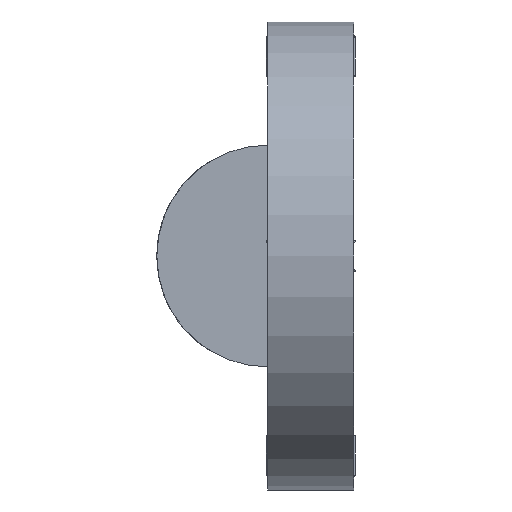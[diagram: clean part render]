
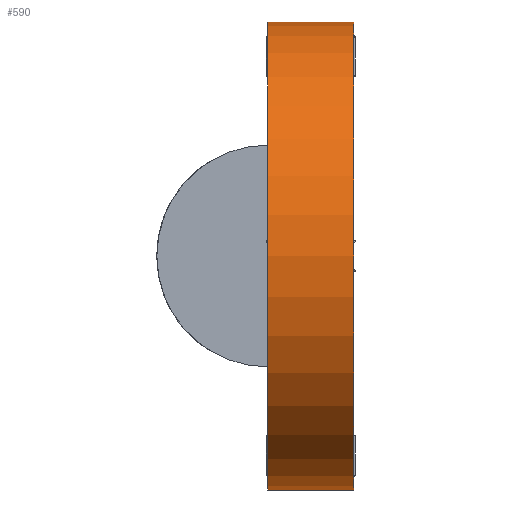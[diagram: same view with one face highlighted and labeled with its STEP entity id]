
A CAD part, left-side view. The second image highlights one B-rep face of the part: STEP entity #590.
In plain terms, the highlighted cylindrical face has radius 1.9 mm (diameter 3.8 mm), a partial arc.
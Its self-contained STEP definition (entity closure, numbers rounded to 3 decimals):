
#121 = VECTOR ( 'NONE', #292, 1000. ) ;
#124 = ORIENTED_EDGE ( 'NONE', *, *, #493, .T. ) ;
#151 = DIRECTION ( 'NONE',  ( 0., 0., 1. ) ) ;
#248 = FACE_OUTER_BOUND ( 'NONE', #1103, .T. ) ;
#262 = DIRECTION ( 'NONE',  ( 0., 0., -1. ) ) ;
#292 = DIRECTION ( 'NONE',  ( 0., -1., 0. ) ) ;
#421 = CIRCLE ( 'NONE', #704, 1.9 ) ;
#450 = EDGE_CURVE ( 'NONE', #1931, #1324, #421, .T. ) ;
#488 = LINE ( 'NONE', #1864, #121 ) ;
#493 = EDGE_CURVE ( 'NONE', #1931, #746, #1930, .T. ) ;
#537 = CARTESIAN_POINT ( 'NONE',  ( 0., 0.35, 1.9 ) ) ;
#558 = VERTEX_POINT ( 'NONE', #1201 ) ;
#590 = ADVANCED_FACE ( 'NONE', ( #248 ), #1031, .T. ) ;
#605 = CARTESIAN_POINT ( 'NONE',  ( 0., 0.35, 0. ) ) ;
#704 = AXIS2_PLACEMENT_3D ( 'NONE', #775, #1520, #1970 ) ;
#744 = EDGE_CURVE ( 'NONE', #1324, #558, #488, .T. ) ;
#746 = VERTEX_POINT ( 'NONE', #1305 ) ;
#748 = DIRECTION ( 'NONE',  ( 0., -1., 0. ) ) ;
#775 = CARTESIAN_POINT ( 'NONE',  ( 0., 0.35, 0. ) ) ;
#910 = AXIS2_PLACEMENT_3D ( 'NONE', #605, #2379, #262 ) ;
#1031 = CYLINDRICAL_SURFACE ( 'NONE', #910, 1.9 ) ;
#1069 = CARTESIAN_POINT ( 'NONE',  ( 0., -0.35, 0. ) ) ;
#1103 = EDGE_LOOP ( 'NONE', ( #1281, #1904, #124, #1243 ) ) ;
#1201 = CARTESIAN_POINT ( 'NONE',  ( 0., -0.35, 1.9 ) ) ;
#1219 = CARTESIAN_POINT ( 'NONE',  ( 0., 0.35, -1.9 ) ) ;
#1243 = ORIENTED_EDGE ( 'NONE', *, *, #2124, .T. ) ;
#1281 = ORIENTED_EDGE ( 'NONE', *, *, #744, .F. ) ;
#1305 = CARTESIAN_POINT ( 'NONE',  ( 0., -0.35, -1.9 ) ) ;
#1324 = VERTEX_POINT ( 'NONE', #537 ) ;
#1381 = AXIS2_PLACEMENT_3D ( 'NONE', #1069, #2522, #151 ) ;
#1520 = DIRECTION ( 'NONE',  ( 0., 1., 0. ) ) ;
#1864 = CARTESIAN_POINT ( 'NONE',  ( 0., 0.35, 1.9 ) ) ;
#1869 = VECTOR ( 'NONE', #748, 1000. ) ;
#1874 = CIRCLE ( 'NONE', #1381, 1.9 ) ;
#1904 = ORIENTED_EDGE ( 'NONE', *, *, #450, .F. ) ;
#1930 = LINE ( 'NONE', #2516, #1869 ) ;
#1931 = VERTEX_POINT ( 'NONE', #1219 ) ;
#1970 = DIRECTION ( 'NONE',  ( 0., 0., 1. ) ) ;
#2124 = EDGE_CURVE ( 'NONE', #746, #558, #1874, .T. ) ;
#2379 = DIRECTION ( 'NONE',  ( 0., -1., 0. ) ) ;
#2516 = CARTESIAN_POINT ( 'NONE',  ( 0., 0.35, -1.9 ) ) ;
#2522 = DIRECTION ( 'NONE',  ( 0., 1., 0. ) ) ;
